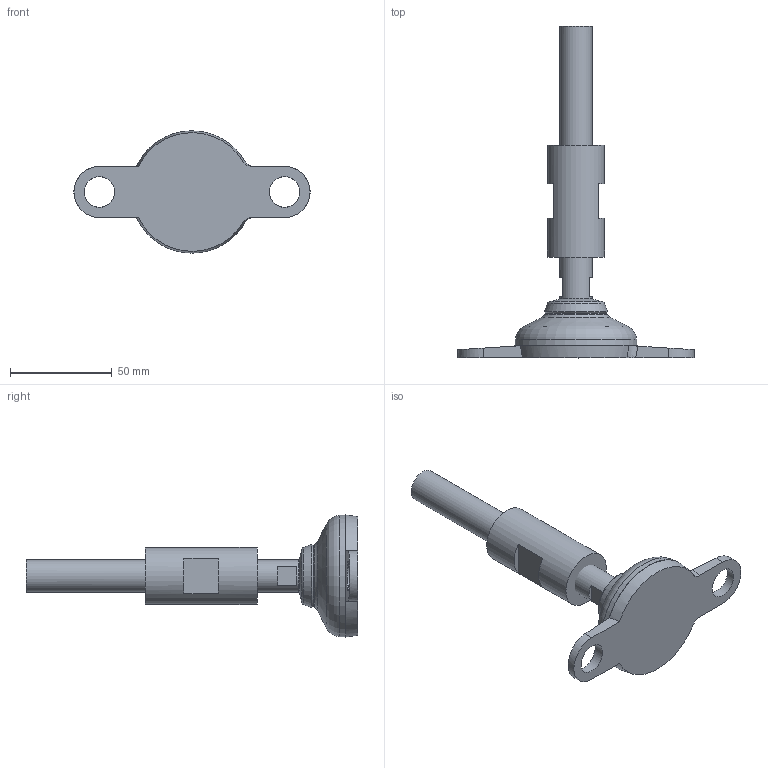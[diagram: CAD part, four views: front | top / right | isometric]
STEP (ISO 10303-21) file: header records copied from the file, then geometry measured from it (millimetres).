
FILE_DESCRIPTION (( 'STEP AP203' ), '1' );
FILE_NAME ('SEHLFx2 - SHLF62-3A-M16-L135-R19.STEP', '2024-09-18T11:31:29', ( '' ), ( '' ), 'SwSTEP 2.0', 'SolidWorks 2024', '' );
FILE_SCHEMA (( 'CONFIG_CONTROL_DESIGN' ));
Length unit declared in the file: millimetre
Products named in the file (1): SEHLFx2 - SHLF62-3A-M16-L135-R19
Bounding box: 116 x 163 x 60 mm (x, y, z)
Volume: 117960.9 mm3; surface area: 25819.9 mm2
Topology: 2 solids, 2 shells, 46 faces, 97 edges, 62 vertices
Faces by surface type: plane 24, cone 7, cylinder 7, torus 5, bspline 2, sphere 1
Full cylindrical faces by diameter (mm): 15 x2, 16 x1, 28 x1, 59.98 x1
Entity records: 1280 total; most frequent: CARTESIAN_POINT 308, DIRECTION 184, ORIENTED_EDGE 154, AXIS2_PLACEMENT_3D 78, EDGE_CURVE 77, EDGE_LOOP 74, VERTEX_POINT 59, FACE_OUTER_BOUND 57
